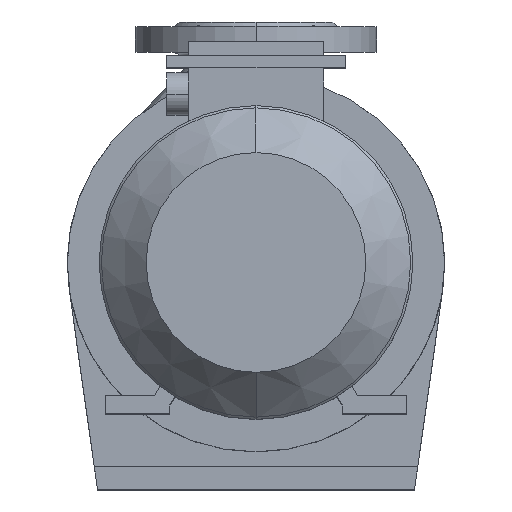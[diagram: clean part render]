
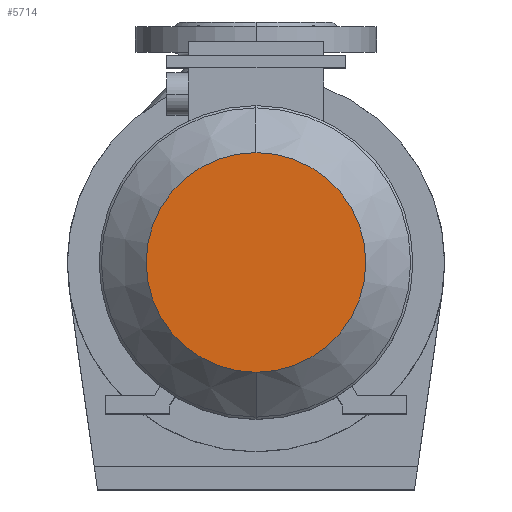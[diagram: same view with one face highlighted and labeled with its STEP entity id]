
A CAD part, top view. The second image highlights one B-rep face of the part: STEP entity #5714.
In plain terms, the highlighted planar face has unit normal (0, 0, 1).
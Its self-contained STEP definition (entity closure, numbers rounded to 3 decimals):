
#891 = CIRCLE ( 'NONE', #4850, 72.765 ) ;
#3641 = AXIS2_PLACEMENT_3D ( 'NONE', #11593, #11594, #11595 ) ;
#4003 = VERTEX_POINT ( 'NONE', #4313 ) ;
#4007 = VERTEX_POINT ( 'NONE', #4288 ) ;
#4288 = CARTESIAN_POINT ( 'NONE',  ( 0., 72.765, 449.6 ) ) ;
#4313 = CARTESIAN_POINT ( 'NONE',  ( 0., -72.765, 449.6 ) ) ;
#4489 = DIRECTION ( 'NONE',  ( 0., -1., 0. ) ) ;
#4490 = DIRECTION ( 'NONE',  ( 0., 0., -1. ) ) ;
#4491 = CARTESIAN_POINT ( 'NONE',  ( 0., 0., 449.6 ) ) ;
#4519 = PLANE ( 'NONE',  #10740 ) ;
#4850 = AXIS2_PLACEMENT_3D ( 'NONE', #11354, #11355, #11356 ) ;
#5714 = ADVANCED_FACE ( 'NONE', ( #12761 ), #4519, .F. ) ;
#9098 = CIRCLE ( 'NONE', #3641, 72.765 ) ;
#10740 = AXIS2_PLACEMENT_3D ( 'NONE', #4491, #4490, #4489 ) ;
#11354 = CARTESIAN_POINT ( 'NONE',  ( 0., 0., 449.6 ) ) ;
#11355 = DIRECTION ( 'NONE',  ( 0., 0., -1. ) ) ;
#11356 = DIRECTION ( 'NONE',  ( 0., -1., 0. ) ) ;
#11593 = CARTESIAN_POINT ( 'NONE',  ( 0., 0., 449.6 ) ) ;
#11594 = DIRECTION ( 'NONE',  ( 0., 0., -1. ) ) ;
#11595 = DIRECTION ( 'NONE',  ( 0., -1., 0. ) ) ;
#11924 = EDGE_CURVE ( 'NONE', #4007, #4003, #891, .T. ) ;
#12027 = EDGE_CURVE ( 'NONE', #4003, #4007, #9098, .T. ) ;
#12088 = EDGE_LOOP ( 'NONE', ( #12616, #12615 ) ) ;
#12615 = ORIENTED_EDGE ( 'NONE', *, *, #11924, .F. ) ;
#12616 = ORIENTED_EDGE ( 'NONE', *, *, #12027, .F. ) ;
#12761 = FACE_OUTER_BOUND ( 'NONE', #12088, .T. ) ;
